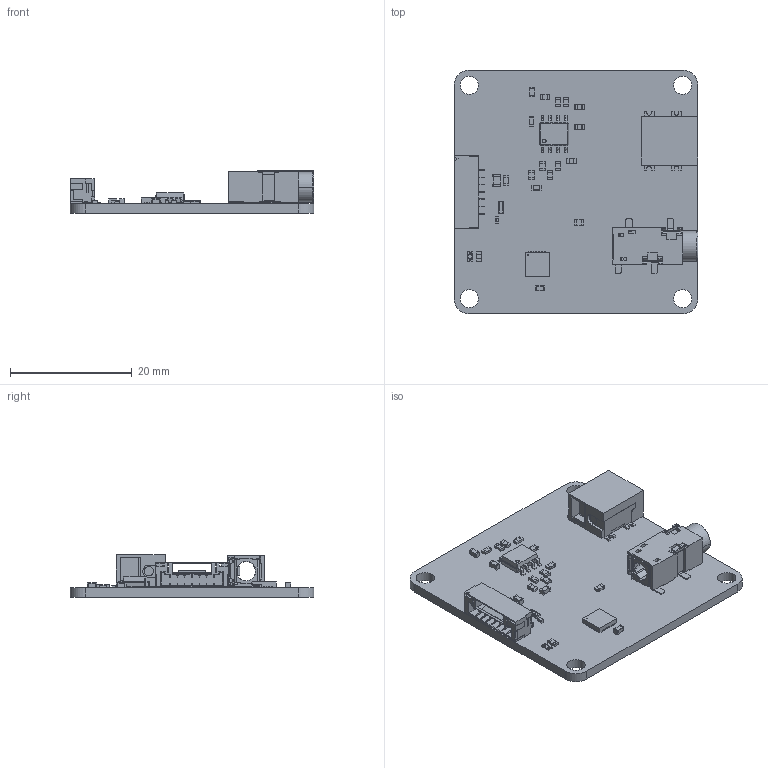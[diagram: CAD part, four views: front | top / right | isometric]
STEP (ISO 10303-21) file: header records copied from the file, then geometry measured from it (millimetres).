
FILE_DESCRIPTION(('FreeCAD Model'),'2;1');
FILE_NAME( 'energy-monitor.step', '2019-08-15T15:44:17',('kicad StepUp'),('ksu MCAD'), 'Open CASCADE STEP processor 7.3','FreeCAD','Unknown');
FILE_SCHEMA(('AUTOMOTIVE_DESIGN { 1 0 10303 214 1 1 1 1 }'));
Length unit declared in the file: millimetre
Products named in the file (32): energy-monitor; Board_Geoms; Pcb; Open CASCADE STEP translator 7.3 1.1.1.1; Step_Models; Top; U7_CUI_SJ2-35813B-SMT-TR_5CB68745; U8_CUI_PJ-014DH-SMT-TR_5CC70F43; C1_C_0805_5C6327B4; C2_C_0603_5C6327BE; C3_C_0603_5C6327C8; C4_C_0603_5C6327D2; C5_C_0402_5C6327DC; C6_C_0603_5C6327E6; C7_C_0603_5C6327F0; D3_D_0603_blue_5C632801; P1_BrickletConn_7pin_5C632814; R1_R_0603_5C63282C; R2_R_0603_5C632836; R3_R_0603_5C632840; R4_R_0603_5C63284A; R5_R_0603_5C632854; R6_R_0603_5C63285E; R7_R_0603_5C632868; R8_R_0603_5C632872; R9_R_0603_5C63287C; R10_R_0603_5C632886; R11_R_0603_5C632890; R12_R_0603_5C63289A; RP1_Cut_5C636856; U1_QFN-24_4x4mm_Pitch0.5mm_5C6328CF; U2_soic_8_39x49_p127_5C6328E2
Assembly tree (31 placements, depth 4):
  energy-monitor
    Board_Geoms
      Pcb
        Open CASCADE STEP translator 7.3 1.1.1.1
    Step_Models
      Top
        U7_CUI_SJ2-35813B-SMT-TR_5CB68745
        U8_CUI_PJ-014DH-SMT-TR_5CC70F43
        C1_C_0805_5C6327B4
        C2_C_0603_5C6327BE
        C3_C_0603_5C6327C8
        C4_C_0603_5C6327D2
        C5_C_0402_5C6327DC
        C6_C_0603_5C6327E6
        C7_C_0603_5C6327F0
        D3_D_0603_blue_5C632801
        P1_BrickletConn_7pin_5C632814
        R1_R_0603_5C63282C
        R2_R_0603_5C632836
        R3_R_0603_5C632840
        R4_R_0603_5C63284A
        R5_R_0603_5C632854
        R6_R_0603_5C63285E
        R7_R_0603_5C632868
        R8_R_0603_5C632872
        R9_R_0603_5C63287C
        R10_R_0603_5C632886
        R11_R_0603_5C632890
        R12_R_0603_5C63289A
        RP1_Cut_5C636856
        U1_QFN-24_4x4mm_Pitch0.5mm_5C6328CF
        U2_soic_8_39x49_p127_5C6328E2
Bounding box: 40 x 40 x 7 mm (x, y, z)
Volume: 3187.8 mm3; surface area: 5260.4 mm2
Topology: 28 solids, 30 shells, 1964 faces, 5561 edges, 3638 vertices
Faces by surface type: plane 1525, cylinder 369, bspline 43, sphere 16, cone 7, torus 4
Full cylindrical faces by diameter (mm): 0.6 x1, 1 x2, 1.6 x2, 3 x4
Entity records: 76728 total; most frequent: CARTESIAN_POINT 11792, ORIENTED_EDGE 11106, DIRECTION 10148, EDGE_CURVE 5553, LINE 4676, VECTOR 4676, VERTEX_POINT 3638, AXIS2_PLACEMENT_3D 2736
